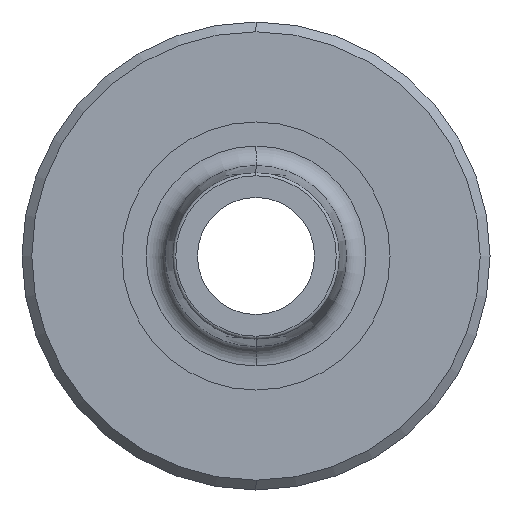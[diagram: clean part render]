
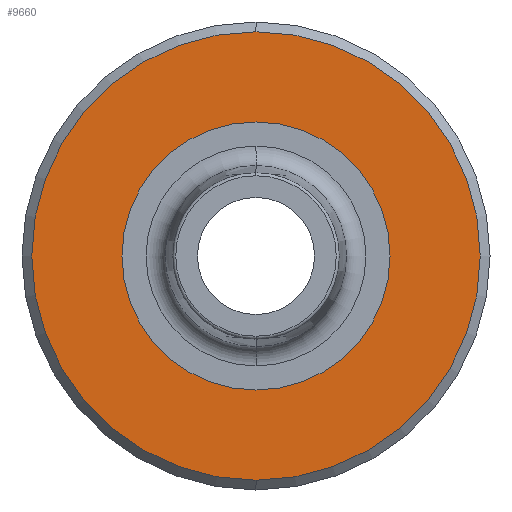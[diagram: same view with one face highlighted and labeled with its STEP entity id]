
A CAD part, left-side view. The second image highlights one B-rep face of the part: STEP entity #9660.
In plain terms, the highlighted planar face has unit normal (-1, 0, 0).
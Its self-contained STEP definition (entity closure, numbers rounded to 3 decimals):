
#264 = DIRECTION ( 'NONE',  ( -1., 0., 0. ) ) ;
#460 = ORIENTED_EDGE ( 'NONE', *, *, #8127, .F. ) ;
#743 = AXIS2_PLACEMENT_3D ( 'NONE', #2689, #7084, #6068 ) ;
#806 = VERTEX_POINT ( 'NONE', #5043 ) ;
#995 = CIRCLE ( 'NONE', #5927, 13.75 ) ;
#1455 = AXIS2_PLACEMENT_3D ( 'NONE', #5384, #5343, #4485 ) ;
#1777 = DIRECTION ( 'NONE',  ( -1., 0., 0. ) ) ;
#1854 = CARTESIAN_POINT ( 'NONE',  ( -8.5, 0., 0. ) ) ;
#1855 = FACE_BOUND ( 'NONE', #10050, .T. ) ;
#1931 = VERTEX_POINT ( 'NONE', #5518 ) ;
#2072 = CARTESIAN_POINT ( 'NONE',  ( -8.5, 0., -13.75 ) ) ;
#2689 = CARTESIAN_POINT ( 'NONE',  ( -8.5, 0., 0. ) ) ;
#2802 = FACE_OUTER_BOUND ( 'NONE', #3345, .T. ) ;
#2892 = VERTEX_POINT ( 'NONE', #8006 ) ;
#2906 = CARTESIAN_POINT ( 'NONE',  ( -8.5, 0., 0. ) ) ;
#3345 = EDGE_LOOP ( 'NONE', ( #10274, #10071 ) ) ;
#4136 = CIRCLE ( 'NONE', #1455, 23. ) ;
#4485 = DIRECTION ( 'NONE',  ( 0., 0., -1. ) ) ;
#5043 = CARTESIAN_POINT ( 'NONE',  ( -8.5, 0., 23. ) ) ;
#5223 = CARTESIAN_POINT ( 'NONE',  ( -8.5, 13.75, 0. ) ) ;
#5343 = DIRECTION ( 'NONE',  ( -1., 0., 0. ) ) ;
#5350 = DIRECTION ( 'NONE',  ( 0., 0., 1. ) ) ;
#5384 = CARTESIAN_POINT ( 'NONE',  ( -8.5, 0., 0. ) ) ;
#5518 = CARTESIAN_POINT ( 'NONE',  ( -8.5, 0., 13.75 ) ) ;
#5529 = DIRECTION ( 'NONE',  ( 0., 0., 1. ) ) ;
#5927 = AXIS2_PLACEMENT_3D ( 'NONE', #1854, #1777, #5350 ) ;
#6068 = DIRECTION ( 'NONE',  ( 0., 0., -1. ) ) ;
#6087 = DIRECTION ( 'NONE',  ( 0., 0., -1. ) ) ;
#7084 = DIRECTION ( 'NONE',  ( -1., 0., 0. ) ) ;
#7367 = EDGE_CURVE ( 'NONE', #806, #2892, #4136, .T. ) ;
#7433 = VERTEX_POINT ( 'NONE', #2072 ) ;
#7619 = AXIS2_PLACEMENT_3D ( 'NONE', #5223, #8558, #6087 ) ;
#8006 = CARTESIAN_POINT ( 'NONE',  ( -8.5, 0., -23. ) ) ;
#8127 = EDGE_CURVE ( 'NONE', #1931, #7433, #9770, .T. ) ;
#8558 = DIRECTION ( 'NONE',  ( 1., 0., 0. ) ) ;
#9425 = PLANE ( 'NONE',  #7619 ) ;
#9531 = AXIS2_PLACEMENT_3D ( 'NONE', #2906, #264, #5529 ) ;
#9660 = ADVANCED_FACE ( 'NONE', ( #2802, #1855 ), #9425, .F. ) ;
#9770 = CIRCLE ( 'NONE', #9531, 13.75 ) ;
#10050 = EDGE_LOOP ( 'NONE', ( #460, #10521 ) ) ;
#10071 = ORIENTED_EDGE ( 'NONE', *, *, #7367, .T. ) ;
#10274 = ORIENTED_EDGE ( 'NONE', *, *, #10473, .T. ) ;
#10473 = EDGE_CURVE ( 'NONE', #2892, #806, #10489, .T. ) ;
#10489 = CIRCLE ( 'NONE', #743, 23. ) ;
#10521 = ORIENTED_EDGE ( 'NONE', *, *, #11167, .F. ) ;
#11167 = EDGE_CURVE ( 'NONE', #7433, #1931, #995, .T. ) ;
